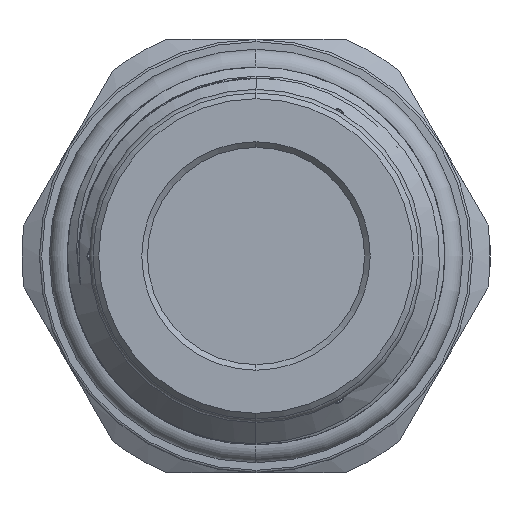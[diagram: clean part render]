
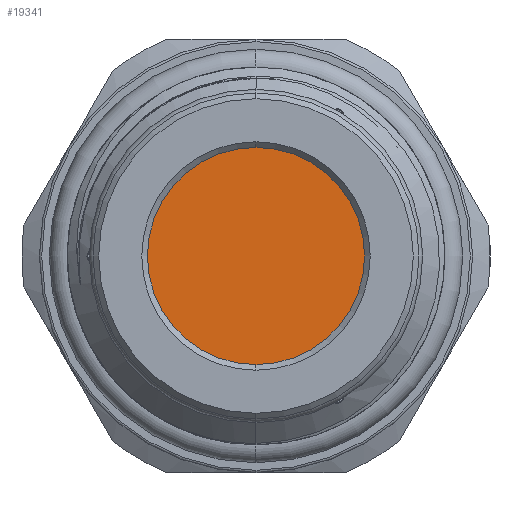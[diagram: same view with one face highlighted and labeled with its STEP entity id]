
A CAD part, left-side view. The second image highlights one B-rep face of the part: STEP entity #19341.
In plain terms, the highlighted planar face has unit normal (-1, 0, 0).
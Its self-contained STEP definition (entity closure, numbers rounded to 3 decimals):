
#720 = FACE_OUTER_BOUND ( 'NONE', #6716, .T. ) ;
#1500 = AXIS2_PLACEMENT_3D ( 'NONE', #31012, #17990, #28507 ) ;
#4550 = DIRECTION ( 'NONE',  ( 0., -1., 0. ) ) ;
#6277 = PLANE ( 'NONE',  #26609 ) ;
#6716 = EDGE_LOOP ( 'NONE', ( #24686, #32187 ) ) ;
#7692 = CIRCLE ( 'NONE', #1500, 9.525 ) ;
#10284 = VERTEX_POINT ( 'NONE', #10478 ) ;
#10478 = CARTESIAN_POINT ( 'NONE',  ( 0.948, 0., 9.525 ) ) ;
#10952 = AXIS2_PLACEMENT_3D ( 'NONE', #17188, #19238, #24500 ) ;
#14469 = DIRECTION ( 'NONE',  ( -1., 0., 0. ) ) ;
#17188 = CARTESIAN_POINT ( 'NONE',  ( 0.948, 0., 0. ) ) ;
#17990 = DIRECTION ( 'NONE',  ( -1., 0., 0. ) ) ;
#19238 = DIRECTION ( 'NONE',  ( -1., 0., 0. ) ) ;
#19341 = ADVANCED_FACE ( 'NONE', ( #720 ), #6277, .T. ) ;
#19471 = EDGE_CURVE ( 'NONE', #21926, #10284, #7692, .T. ) ;
#21926 = VERTEX_POINT ( 'NONE', #32846 ) ;
#24298 = EDGE_CURVE ( 'NONE', #10284, #21926, #30455, .T. ) ;
#24500 = DIRECTION ( 'NONE',  ( 0., -1., 0. ) ) ;
#24686 = ORIENTED_EDGE ( 'NONE', *, *, #24298, .T. ) ;
#26609 = AXIS2_PLACEMENT_3D ( 'NONE', #32397, #14469, #4550 ) ;
#28507 = DIRECTION ( 'NONE',  ( 0., -1., 0. ) ) ;
#30455 = CIRCLE ( 'NONE', #10952, 9.525 ) ;
#31012 = CARTESIAN_POINT ( 'NONE',  ( 0.948, 0., 0. ) ) ;
#32187 = ORIENTED_EDGE ( 'NONE', *, *, #19471, .T. ) ;
#32397 = CARTESIAN_POINT ( 'NONE',  ( 0.948, 0., 0. ) ) ;
#32846 = CARTESIAN_POINT ( 'NONE',  ( 0.948, 0., -9.525 ) ) ;
